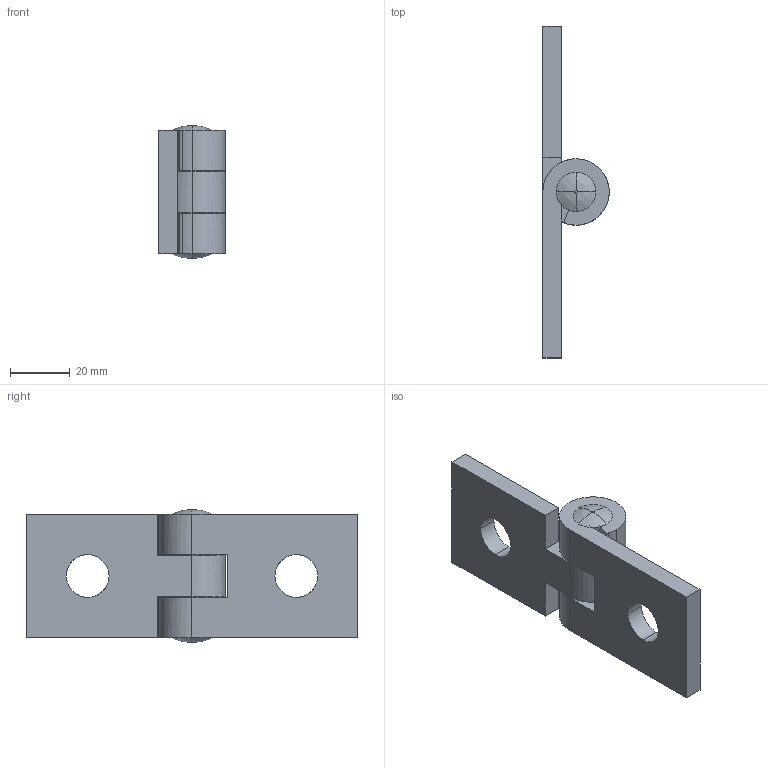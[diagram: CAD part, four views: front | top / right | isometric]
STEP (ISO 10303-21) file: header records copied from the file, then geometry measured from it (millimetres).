
FILE_DESCRIPTION(('TurboCAD Mac Pro'),'Build 980');
FILE_NAME('P1843.stp',' ',(''),(''),'ACIS Interop','IMSI','TurboCAD Mac Pro BY IMSI, INCORPORATED');
FILE_SCHEMA(('automotive_design'));
Length unit declared in the file: inch
Products named in the file (5): 1; 2; 3; 4; 5
Bounding box: 22.23 x 111.16 x 44.45 mm (x, y, z)
Volume: 37610.4 mm3; surface area: 17513.3 mm2
Topology: 5 solids, 5 shells, 76 faces, 198 edges, 132 vertices
Faces by surface type: bspline 50, plane 26
Entity records: 5262 total; most frequent: CARTESIAN_POINT 2061, ORIENTED_EDGE 396, STYLED_ITEM 257, PRESENTATION_STYLE_ASSIGNMENT 257, COLOUR_RGB 257, DIRECTION 216, EDGE_CURVE 198, CURVE_STYLE 176
